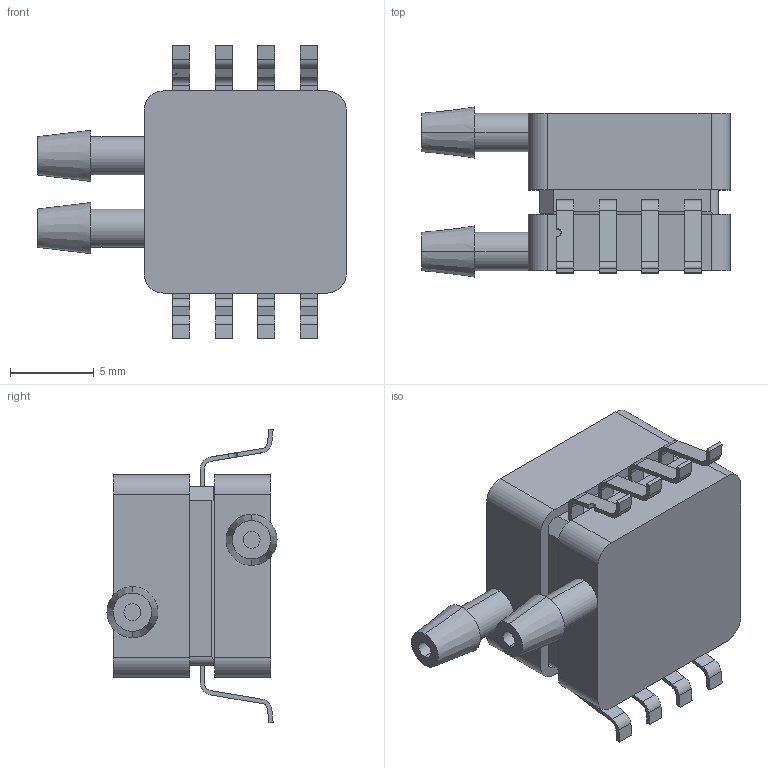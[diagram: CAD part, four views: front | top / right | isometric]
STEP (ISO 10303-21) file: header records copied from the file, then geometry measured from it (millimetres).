
FILE_DESCRIPTION (( 'STEP AP203' ), '1' );
FILE_NAME ('SOP Dual Side Port Package.STEP', '2012-08-21T21:02:41', ( 'Freescale' ), ( 'Freescale' ), 'SwSTEP 2.0', 'SolidWorks 2011', '' );
FILE_SCHEMA (( 'CONFIG_CONTROL_DESIGN' ));
Length unit declared in the file: millimetre
Products named in the file (7): SOP Dual Side Port Package; SOP Top Port; SOP Bottom Port; SOP CAP; SOP Lead; SOP Base
Assembly tree (12 placements, depth 2):
  SOP Dual Side Port Package
    SOP Lead  x7
    SOP Base
    SOP Bottom Port
    SOP Top Port
    SOP CAP
    SOP Lead
Bounding box: 18.41 x 10.16 x 17.53 mm (x, y, z)
Volume: 1245.1 mm3; surface area: 2023 mm2
Topology: 12 solids, 12 shells, 237 faces, 585 edges, 387 vertices
Faces by surface type: plane 140, cylinder 85, cone 8, torus 4
Entity records: 5468 total; most frequent: DIRECTION 843, CARTESIAN_POINT 828, ORIENTED_EDGE 738, EDGE_CURVE 369, AXIS2_PLACEMENT_3D 314, VERTEX_POINT 243, VECTOR 215, LINE 215
